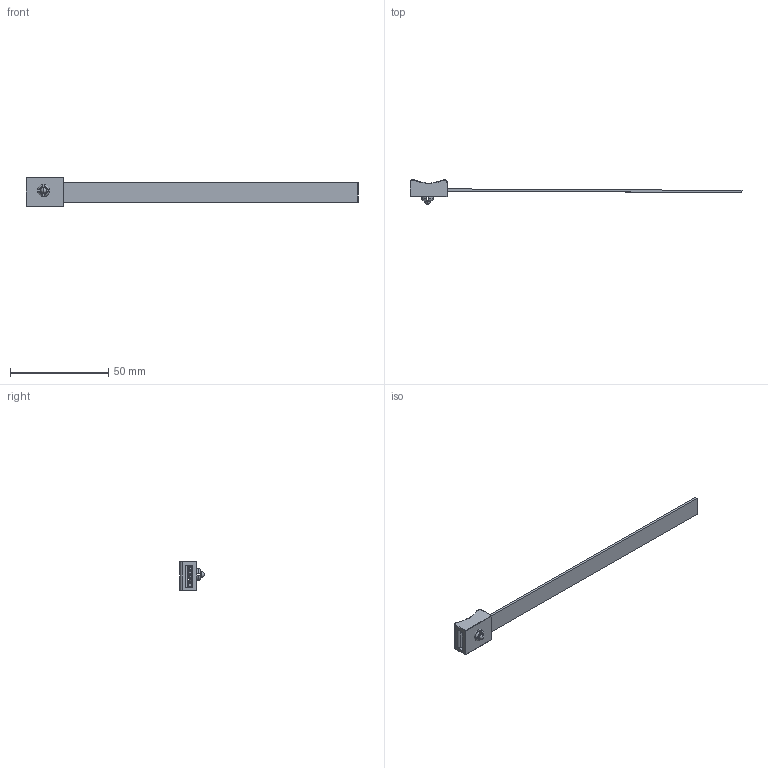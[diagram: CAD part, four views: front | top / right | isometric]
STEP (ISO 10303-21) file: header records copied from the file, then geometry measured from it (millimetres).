
FILE_DESCRIPTION (( 'STEP AP214' ), '1' );
FILE_NAME ('3011-572-150.STEP', '2024-09-06T12:27:32', ( '' ), ( '' ), 'SwSTEP 2.0', 'SolidWorks 2022', '' );
FILE_SCHEMA (( 'AUTOMOTIVE_DESIGN' ));
Length unit declared in the file: millimetre
Products named in the file (3): 3011-0021; 3011-572-150; 8020-010 160mm
Assembly tree (2 placements, depth 2):
  3011-572-150
    3011-0021
    8020-010 160mm
Bounding box: 168.69 x 12.39 x 15 mm (x, y, z)
Volume: 3426.9 mm3; surface area: 5216.7 mm2
Topology: 3 solids, 3 shells, 100 faces, 258 edges, 155 vertices
Faces by surface type: cylinder 36, plane 34, bspline 18, torus 6, cone 4, sphere 2
Entity records: 3473 total; most frequent: CARTESIAN_POINT 1001, ORIENTED_EDGE 508, DIRECTION 484, EDGE_CURVE 254, AXIS2_PLACEMENT_3D 183, VERTEX_POINT 153, LINE 118, VECTOR 118
